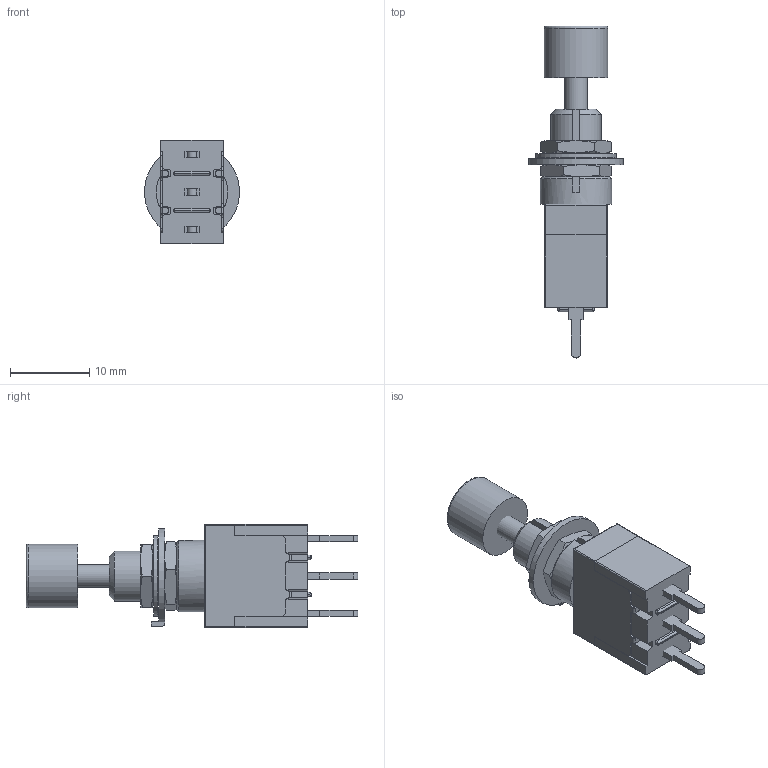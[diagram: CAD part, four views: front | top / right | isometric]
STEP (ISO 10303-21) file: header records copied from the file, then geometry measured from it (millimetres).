
FILE_DESCRIPTION(/* description */ (''),/* implementation_level */ '2;1');
FILE_NAME(/* name */ 'ELEC_Pushbutton_MB2065SA1W31-NR.iam.step',/* time_stamp */ '2015-01-02T19:31:41-08:00',/* author */ ('Philip'),/* organization */ (''),/* preprocessor_version */ 'ST-DEVELOPER v15.6',/* originating_system */ 'Autodesk Inventor 2015',/* authorisation */ '');
FILE_SCHEMA (('CONFIG_CONTROL_DESIGN','AUTOMOTIVE_DESIGN { 1 0 10303 214 3 1 1 }'));
Length unit declared in the file: inch
Products named in the file (10): _MB2065-body; _MB2065c; _MBS1-bushings; _MB2065S-plunger; _MBSBA; _AT513H; _AT507H; _AT509; _MB2065W03-terminals; ELEC_Pushbutton_MB2065SA1W31-NR
Assembly tree (10 placements, depth 2):
  ELEC_Pushbutton_MB2065SA1W31-NR
    _MB2065-body
    _MB2065c
    _MBS1-bushings
    _MB2065S-plunger
    _MBSBA
    _AT513H  x2
    _AT507H
    _AT509
    _MB2065W03-terminals
Bounding box: 11.95 x 41.86 x 13 mm (x, y, z)
Volume: 2354.5 mm3; surface area: 2984.9 mm2
Topology: 10 solids, 10 shells, 289 faces, 761 edges, 497 vertices
Faces by surface type: plane 171, cylinder 87, cone 30, torus 1
Full cylindrical faces by diameter (mm): 2.896 x1, 5.367 x2, 8.001 x1, 8.992 x1, 10.211 x1
Entity records: 8579 total; most frequent: CARTESIAN_POINT 1691, DIRECTION 1397, ORIENTED_EDGE 1390, EDGE_CURVE 695, LINE 477, VECTOR 477, VERTEX_POINT 460, AXIS2_PLACEMENT_3D 460
